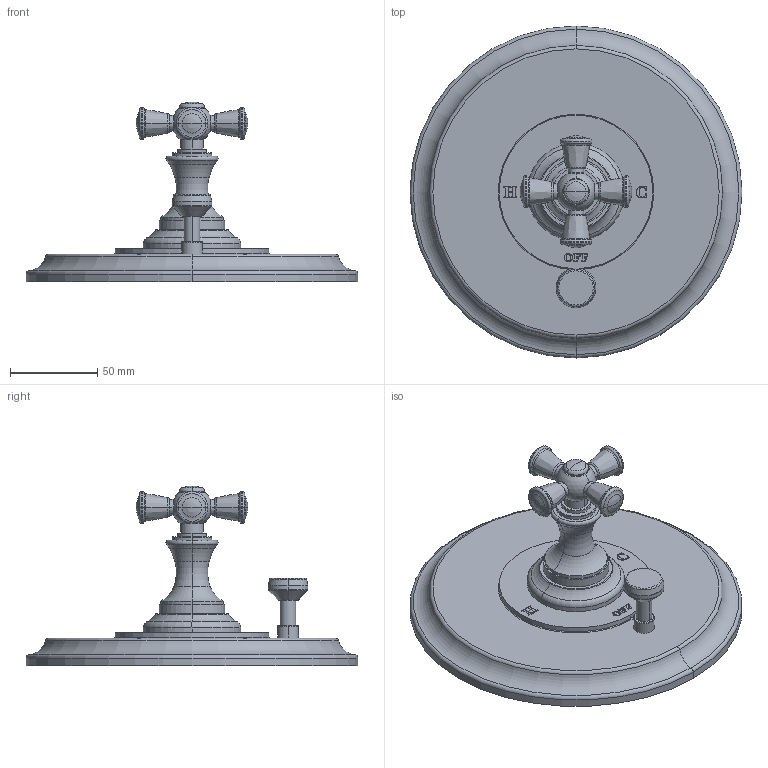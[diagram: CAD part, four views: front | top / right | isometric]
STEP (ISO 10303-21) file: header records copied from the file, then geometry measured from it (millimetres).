
FILE_DESCRIPTION((''),'2;1');
FILE_NAME('5-2442BP','2021-06-08T13:00:51',('jinson.thomas'),(''),'CREO PARAMETRIC BY PTC INC, 2018400','CREO PARAMETRIC BY PTC INC, 2018400','');
FILE_SCHEMA(('CONFIG_CONTROL_DESIGN'));
Length unit declared in the file: inch
Products named in the file (1): 5-2442BP
Bounding box: 190.5 x 190.5 x 103.14 mm (x, y, z)
Volume: 494931.9 mm3; surface area: 76231.4 mm2
Topology: 1 solids, 1 shells, 294 faces, 703 edges, 425 vertices
Faces by surface type: extrusion 95, torus 90, plane 45, cylinder 38, sphere 12, bspline 8, cone 6
Entity records: 9868 total; most frequent: CARTESIAN_POINT 3245, ORIENTED_EDGE 1386, DIRECTION 1278, EDGE_CURVE 693, AXIS2_PLACEMENT_3D 489, VERTEX_POINT 425, EDGE_LOOP 318, VECTOR 300
